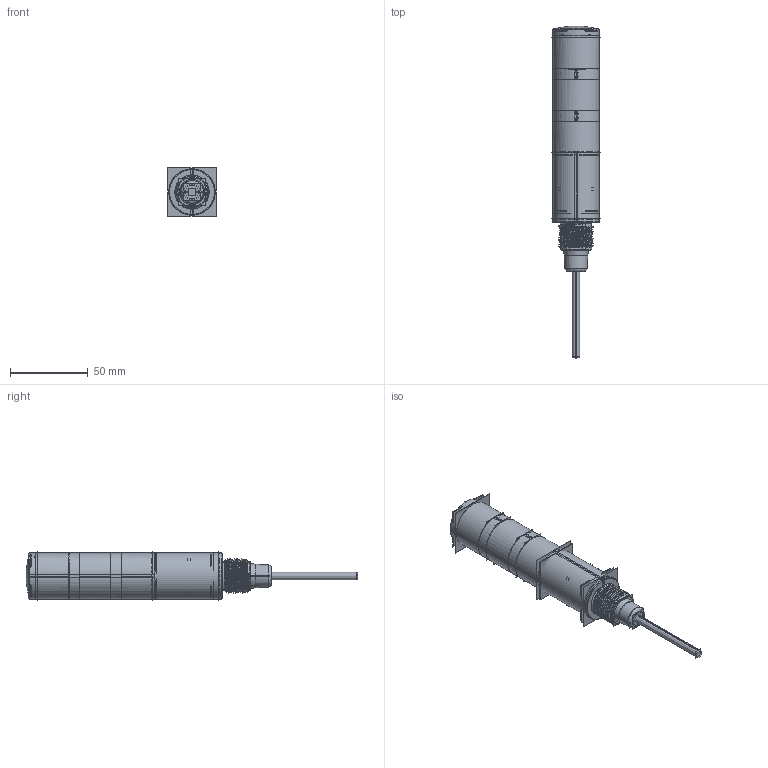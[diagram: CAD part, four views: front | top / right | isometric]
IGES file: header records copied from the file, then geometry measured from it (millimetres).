
Start section:  PTC IGES file: 204596.igs
Global section: file name: 204596.igs; native system: Creo Parametric by PTC Inc.; preprocessor: 2016260; author: pdmadmin; organization: Unknown; date: 20180509.142801; units: millimetre
Bounding box: 31.23 x 214.17 x 31.23 mm (x, y, z)
Volume: 41877 mm3; surface area: 217720.1 mm2
Topology: 10 solids, 10 shells, 2174 faces, 10570 edges, 13037 vertices
Faces by surface type: bspline 1326, revolution 848
